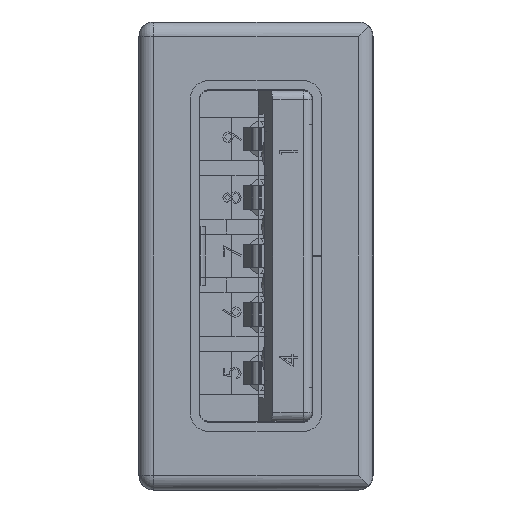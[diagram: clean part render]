
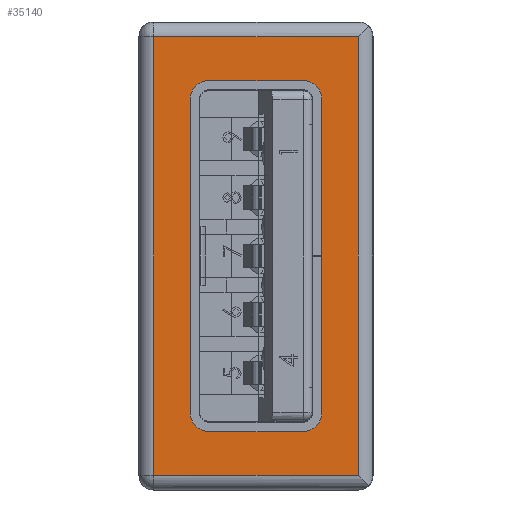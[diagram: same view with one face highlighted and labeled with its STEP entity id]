
A CAD part, left-side view. The second image highlights one B-rep face of the part: STEP entity #35140.
In plain terms, the highlighted face is planar.
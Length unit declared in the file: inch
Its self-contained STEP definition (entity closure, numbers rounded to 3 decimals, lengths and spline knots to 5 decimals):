
#1353 = AXIS2_PLACEMENT_3D ( 'NONE', #1906, #30458, #6017 ) ;
#1906 = CARTESIAN_POINT ( 'NONE',  ( -0.21102, -0.06339, -0.47244 ) ) ;
#3285 = DIRECTION ( 'NONE',  ( 0., 0., 1. ) ) ;
#3672 = CARTESIAN_POINT ( 'NONE',  ( -0.29528, -0.1378, -0.47244 ) ) ;
#4094 = CARTESIAN_POINT ( 'NONE',  ( -0.23622, -0.06339, -0.47244 ) ) ;
#4443 = ORIENTED_EDGE ( 'NONE', *, *, #52181, .F. ) ;
#4473 = VERTEX_POINT ( 'NONE', #35104 ) ;
#5420 = VECTOR ( 'NONE', #53014, 39.37008 ) ;
#5452 = CARTESIAN_POINT ( 'NONE',  ( -0.23622, -0.06339, -0.47244 ) ) ;
#5837 = AXIS2_PLACEMENT_3D ( 'NONE', #15575, #19675, #48342 ) ;
#6017 = DIRECTION ( 'NONE',  ( -1., 0., 0. ) ) ;
#6206 = CARTESIAN_POINT ( 'NONE',  ( -0.21102, 0.06339, -0.47244 ) ) ;
#6289 = EDGE_CURVE ( 'NONE', #4473, #24812, #35429, .T. ) ;
#6411 = VERTEX_POINT ( 'NONE', #32429 ) ;
#6507 = EDGE_CURVE ( 'NONE', #38515, #32399, #16794, .T. ) ;
#6804 = DIRECTION ( 'NONE',  ( 1., 0., 0. ) ) ;
#7134 = DIRECTION ( 'NONE',  ( -1., 0., 0. ) ) ;
#7407 = VECTOR ( 'NONE', #25956, 39.37008 ) ;
#7805 = VECTOR ( 'NONE', #8182, 39.37008 ) ;
#8041 = CARTESIAN_POINT ( 'NONE',  ( 0.21102, -0.06339, -0.47244 ) ) ;
#8182 = DIRECTION ( 'NONE',  ( 0., -1., 0. ) ) ;
#8901 = EDGE_CURVE ( 'NONE', #32399, #47392, #44619, .T. ) ;
#10279 = DIRECTION ( 'NONE',  ( -1., 0., 0. ) ) ;
#10492 = FACE_BOUND ( 'NONE', #51010, .T. ) ;
#10593 = CARTESIAN_POINT ( 'NONE',  ( -0.29528, 0.1378, -0.47244 ) ) ;
#10804 = AXIS2_PLACEMENT_3D ( 'NONE', #8041, #36619, #12126 ) ;
#11767 = CARTESIAN_POINT ( 'NONE',  ( 0.21102, -0.08858, -0.47244 ) ) ;
#12126 = DIRECTION ( 'NONE',  ( 1., 0., 0. ) ) ;
#12557 = CARTESIAN_POINT ( 'NONE',  ( 0.23622, -0.06339, -0.47244 ) ) ;
#13251 = ORIENTED_EDGE ( 'NONE', *, *, #35213, .T. ) ;
#15255 = EDGE_CURVE ( 'NONE', #31042, #44255, #41369, .T. ) ;
#15575 = CARTESIAN_POINT ( 'NONE',  ( 0.31496, 0.15748, -0.47244 ) ) ;
#16273 = CIRCLE ( 'NONE', #1353, 0.0252 ) ;
#16794 = LINE ( 'NONE', #12557, #26446 ) ;
#18227 = LINE ( 'NONE', #46357, #7407 ) ;
#19572 = ORIENTED_EDGE ( 'NONE', *, *, #21804, .F. ) ;
#19675 = DIRECTION ( 'NONE',  ( 0., 0., -1. ) ) ;
#21379 = ORIENTED_EDGE ( 'NONE', *, *, #15255, .F. ) ;
#21804 = EDGE_CURVE ( 'NONE', #47392, #31042, #28917, .T. ) ;
#21856 = ORIENTED_EDGE ( 'NONE', *, *, #42612, .T. ) ;
#21966 = EDGE_CURVE ( 'NONE', #44255, #36224, #30820, .T. ) ;
#22322 = ORIENTED_EDGE ( 'NONE', *, *, #6289, .T. ) ;
#23944 = DIRECTION ( 'NONE',  ( 1., 0., 0. ) ) ;
#24458 = ORIENTED_EDGE ( 'NONE', *, *, #21966, .F. ) ;
#24812 = VERTEX_POINT ( 'NONE', #10593 ) ;
#25108 = CARTESIAN_POINT ( 'NONE',  ( 0.23622, 0.06339, -0.47244 ) ) ;
#25956 = DIRECTION ( 'NONE',  ( 0., -1., 0. ) ) ;
#26446 = VECTOR ( 'NONE', #45308, 39.37008 ) ;
#27215 = ORIENTED_EDGE ( 'NONE', *, *, #8901, .F. ) ;
#27566 = ORIENTED_EDGE ( 'NONE', *, *, #28127, .F. ) ;
#27615 = VERTEX_POINT ( 'NONE', #52642 ) ;
#27701 = CARTESIAN_POINT ( 'NONE',  ( 0.21102, 0.06339, -0.47244 ) ) ;
#28127 = EDGE_CURVE ( 'NONE', #27615, #33321, #28550, .T. ) ;
#28550 = LINE ( 'NONE', #52593, #39452 ) ;
#28917 = LINE ( 'NONE', #47903, #49407 ) ;
#30458 = DIRECTION ( 'NONE',  ( 0., 0., 1. ) ) ;
#30820 = LINE ( 'NONE', #4094, #7805 ) ;
#31042 = VERTEX_POINT ( 'NONE', #37388 ) ;
#31273 = CARTESIAN_POINT ( 'NONE',  ( 0.31496, -0.1378, -0.47244 ) ) ;
#31708 = EDGE_CURVE ( 'NONE', #51617, #6411, #48014, .T. ) ;
#31846 = DIRECTION ( 'NONE',  ( -1., 0., 0. ) ) ;
#32399 = VERTEX_POINT ( 'NONE', #25108 ) ;
#32429 = CARTESIAN_POINT ( 'NONE',  ( 0.29528, -0.1378, -0.47244 ) ) ;
#33321 = VERTEX_POINT ( 'NONE', #11767 ) ;
#34782 = DIRECTION ( 'NONE',  ( 0., 0., 1. ) ) ;
#34917 = EDGE_CURVE ( 'NONE', #36224, #27615, #16273, .T. ) ;
#35104 = CARTESIAN_POINT ( 'NONE',  ( 0.29528, 0.1378, -0.47244 ) ) ;
#35140 = ADVANCED_FACE ( '?1', ( #10492, #52781 ), #44228, .F. ) ;
#35182 = CARTESIAN_POINT ( 'NONE',  ( 0.23622, -0.06339, -0.47244 ) ) ;
#35213 = EDGE_CURVE ( 'NONE', #6411, #4473, #48888, .T. ) ;
#35429 = LINE ( 'NONE', #35847, #45039 ) ;
#35847 = CARTESIAN_POINT ( 'NONE',  ( -0.31496, 0.1378, -0.47244 ) ) ;
#36224 = VERTEX_POINT ( 'NONE', #5452 ) ;
#36619 = DIRECTION ( 'NONE',  ( 0., 0., 1. ) ) ;
#37388 = CARTESIAN_POINT ( 'NONE',  ( -0.21102, 0.08858, -0.47244 ) ) ;
#37454 = CIRCLE ( 'NONE', #10804, 0.0252 ) ;
#38477 = CARTESIAN_POINT ( 'NONE',  ( 0.21102, 0.08858, -0.47244 ) ) ;
#38515 = VERTEX_POINT ( 'NONE', #35182 ) ;
#39452 = VECTOR ( 'NONE', #23944, 39.37008 ) ;
#39971 = CARTESIAN_POINT ( 'NONE',  ( -0.23622, 0.06339, -0.47244 ) ) ;
#40024 = AXIS2_PLACEMENT_3D ( 'NONE', #6206, #34782, #10279 ) ;
#40749 = EDGE_LOOP ( 'NONE', ( #21856, #52555, #13251, #22322 ) ) ;
#40781 = AXIS2_PLACEMENT_3D ( 'NONE', #27701, #3285, #31846 ) ;
#41369 = CIRCLE ( 'NONE', #40024, 0.0252 ) ;
#42612 = EDGE_CURVE ( 'NONE', #24812, #51617, #18227, .T. ) ;
#44228 = PLANE ( 'NONE',  #5837 ) ;
#44255 = VERTEX_POINT ( 'NONE', #39971 ) ;
#44619 = CIRCLE ( 'NONE', #40781, 0.0252 ) ;
#45039 = VECTOR ( 'NONE', #52147, 39.37008 ) ;
#45308 = DIRECTION ( 'NONE',  ( 0., 1., 0. ) ) ;
#45580 = ORIENTED_EDGE ( 'NONE', *, *, #6507, .F. ) ;
#46357 = CARTESIAN_POINT ( 'NONE',  ( -0.29528, -0.15748, -0.47244 ) ) ;
#46737 = VECTOR ( 'NONE', #6804, 39.37008 ) ;
#47392 = VERTEX_POINT ( 'NONE', #38477 ) ;
#47903 = CARTESIAN_POINT ( 'NONE',  ( -0.21102, 0.08858, -0.47244 ) ) ;
#48014 = LINE ( 'NONE', #31273, #46737 ) ;
#48342 = DIRECTION ( 'NONE',  ( -1., 0., 0. ) ) ;
#48855 = CARTESIAN_POINT ( 'NONE',  ( 0.29528, 0.15748, -0.47244 ) ) ;
#48888 = LINE ( 'NONE', #48855, #5420 ) ;
#49407 = VECTOR ( 'NONE', #7134, 39.37008 ) ;
#50738 = ORIENTED_EDGE ( 'NONE', *, *, #34917, .F. ) ;
#51010 = EDGE_LOOP ( 'NONE', ( #19572, #27215, #45580, #4443, #27566, #50738, #24458, #21379 ) ) ;
#51617 = VERTEX_POINT ( 'NONE', #3672 ) ;
#52147 = DIRECTION ( 'NONE',  ( -1., 0., 0. ) ) ;
#52181 = EDGE_CURVE ( 'NONE', #33321, #38515, #37454, .T. ) ;
#52555 = ORIENTED_EDGE ( 'NONE', *, *, #31708, .T. ) ;
#52593 = CARTESIAN_POINT ( 'NONE',  ( -0.21102, -0.08858, -0.47244 ) ) ;
#52642 = CARTESIAN_POINT ( 'NONE',  ( -0.21102, -0.08858, -0.47244 ) ) ;
#52781 = FACE_OUTER_BOUND ( 'NONE', #40749, .T. ) ;
#53014 = DIRECTION ( 'NONE',  ( 0., 1., 0. ) ) ;
